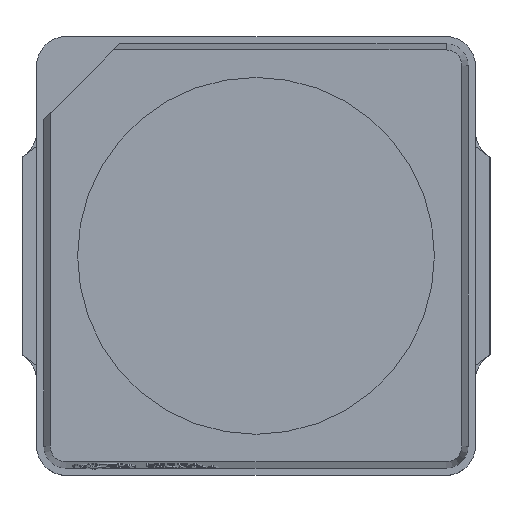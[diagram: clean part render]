
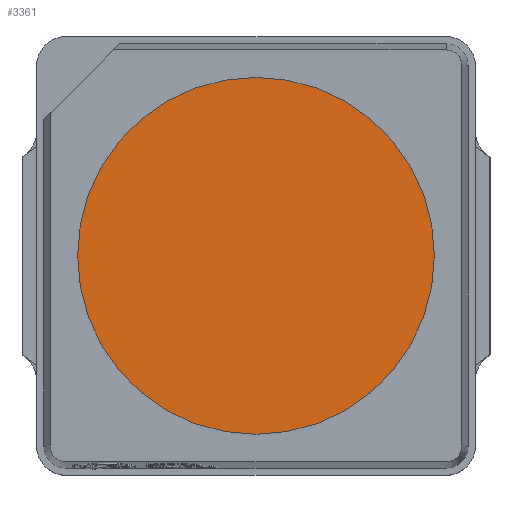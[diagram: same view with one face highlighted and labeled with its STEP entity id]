
A CAD part, top view. The second image highlights one B-rep face of the part: STEP entity #3361.
In plain terms, the highlighted planar face has unit normal (0, 0, 1).
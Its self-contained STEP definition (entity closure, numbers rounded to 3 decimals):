
#152 = FACE_OUTER_BOUND ( 'NONE', #5311, .T. ) ;
#187 = EDGE_CURVE ( 'NONE', #2889, #10524, #11275, .T. ) ;
#1885 = ORIENTED_EDGE ( 'NONE', *, *, #187, .T. ) ;
#2280 = DIRECTION ( 'NONE',  ( 0., 0., 1. ) ) ;
#2889 = VERTEX_POINT ( 'NONE', #11075 ) ;
#3361 = ADVANCED_FACE ( 'NONE', ( #152 ), #11991, .T. ) ;
#4336 = AXIS2_PLACEMENT_3D ( 'NONE', #6658, #11934, #5556 ) ;
#4350 = DIRECTION ( 'NONE',  ( 1., 0., 0. ) ) ;
#4624 = DIRECTION ( 'NONE',  ( 1., 0., 0. ) ) ;
#4815 = ORIENTED_EDGE ( 'NONE', *, *, #10921, .T. ) ;
#5311 = EDGE_LOOP ( 'NONE', ( #4815, #1885 ) ) ;
#5548 = DIRECTION ( 'NONE',  ( 0., 0., 1. ) ) ;
#5556 = DIRECTION ( 'NONE',  ( 1., 0., 0. ) ) ;
#6454 = CARTESIAN_POINT ( 'NONE',  ( 0., 0., 0.6 ) ) ;
#6658 = CARTESIAN_POINT ( 'NONE',  ( 0., 0., 0.6 ) ) ;
#7427 = CARTESIAN_POINT ( 'NONE',  ( 0., 0., 0.6 ) ) ;
#7446 = CARTESIAN_POINT ( 'NONE',  ( 1.22, 0., 0.6 ) ) ;
#7767 = AXIS2_PLACEMENT_3D ( 'NONE', #6454, #5548, #4624 ) ;
#10490 = CIRCLE ( 'NONE', #7767, 1.22 ) ;
#10524 = VERTEX_POINT ( 'NONE', #7446 ) ;
#10921 = EDGE_CURVE ( 'NONE', #10524, #2889, #10490, .T. ) ;
#11075 = CARTESIAN_POINT ( 'NONE',  ( -1.22, 0., 0.6 ) ) ;
#11275 = CIRCLE ( 'NONE', #4336, 1.22 ) ;
#11836 = AXIS2_PLACEMENT_3D ( 'NONE', #7427, #2280, #4350 ) ;
#11934 = DIRECTION ( 'NONE',  ( 0., 0., 1. ) ) ;
#11991 = PLANE ( 'NONE',  #11836 ) ;
